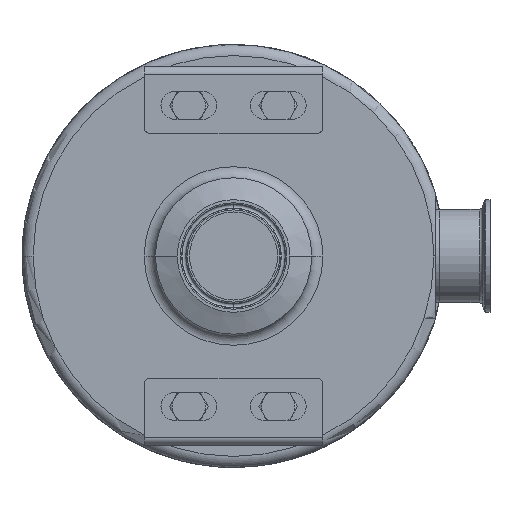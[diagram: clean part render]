
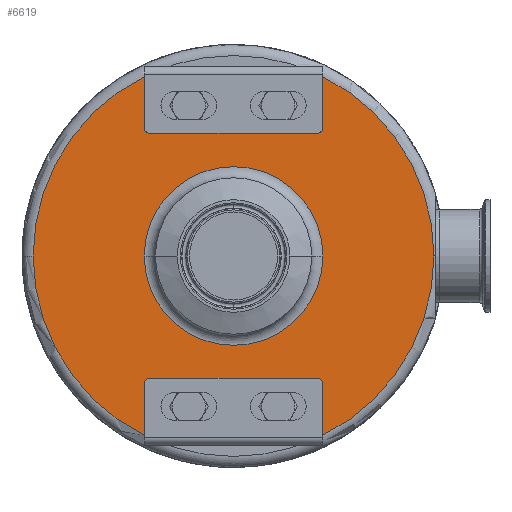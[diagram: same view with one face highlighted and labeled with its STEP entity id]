
A CAD part, front view. The second image highlights one B-rep face of the part: STEP entity #6619.
In plain terms, the highlighted planar face has unit normal (0, -1, 0).
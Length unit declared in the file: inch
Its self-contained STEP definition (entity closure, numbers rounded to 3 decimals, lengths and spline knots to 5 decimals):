
#95 = EDGE_CURVE ( 'NONE', #1451, #12157, #4391, .T. ) ;
#99 = VERTEX_POINT ( 'NONE', #10999 ) ;
#122 = CARTESIAN_POINT ( 'NONE',  ( -2., -1.53, -4.01438 ) ) ;
#188 = CARTESIAN_POINT ( 'NONE',  ( -2., -1.53, 0. ) ) ;
#268 = ORIENTED_EDGE ( 'NONE', *, *, #1201, .T. ) ;
#373 = DIRECTION ( 'NONE',  ( 0., 1., 0. ) ) ;
#382 = EDGE_CURVE ( 'NONE', #13447, #5105, #3016, .T. ) ;
#387 = CIRCLE ( 'NONE', #5948, 0.125 ) ;
#472 = AXIS2_PLACEMENT_3D ( 'NONE', #10582, #4107, #11704 ) ;
#568 = DIRECTION ( 'NONE',  ( 0., 1., 0. ) ) ;
#654 = CARTESIAN_POINT ( 'NONE',  ( 2., -1.53, 0. ) ) ;
#668 = CARTESIAN_POINT ( 'NONE',  ( 1.875, -1.53, 2.7489 ) ) ;
#708 = AXIS2_PLACEMENT_3D ( 'NONE', #2015, #3126, #4133 ) ;
#742 = ORIENTED_EDGE ( 'NONE', *, *, #1967, .F. ) ;
#1201 = EDGE_CURVE ( 'NONE', #12157, #3514, #10116, .T. ) ;
#1269 = AXIS2_PLACEMENT_3D ( 'NONE', #2523, #11219, #11122 ) ;
#1302 = VERTEX_POINT ( 'NONE', #668 ) ;
#1451 = VERTEX_POINT ( 'NONE', #122 ) ;
#1469 = VECTOR ( 'NONE', #6596, 39.37008 ) ;
#1699 = ORIENTED_EDGE ( 'NONE', *, *, #4074, .T. ) ;
#1967 = EDGE_CURVE ( 'NONE', #9281, #3435, #4010, .T. ) ;
#2015 = CARTESIAN_POINT ( 'NONE',  ( 2., -1.53, 0. ) ) ;
#2018 = CARTESIAN_POINT ( 'NONE',  ( 4.485, -1.53, 0. ) ) ;
#2072 = LINE ( 'NONE', #12412, #5342 ) ;
#2108 = CARTESIAN_POINT ( 'NONE',  ( -1.875, -1.53, -2.7413 ) ) ;
#2232 = CARTESIAN_POINT ( 'NONE',  ( -2., -1.53, 2.7489 ) ) ;
#2244 = ORIENTED_EDGE ( 'NONE', *, *, #12592, .F. ) ;
#2328 = CARTESIAN_POINT ( 'NONE',  ( 1.875, -1.53, -2.7413 ) ) ;
#2366 = CARTESIAN_POINT ( 'NONE',  ( 0., -1.53, 0. ) ) ;
#2523 = CARTESIAN_POINT ( 'NONE',  ( 0., -1.53, 0. ) ) ;
#2547 = DIRECTION ( 'NONE',  ( 0., 0., 1. ) ) ;
#2789 = VECTOR ( 'NONE', #12348, 39.37008 ) ;
#2854 = EDGE_LOOP ( 'NONE', ( #742, #12796, #9949, #8278, #12812, #7495, #11269, #9454, #5742, #268, #2244, #9082, #13040, #12874 ) ) ;
#2927 = DIRECTION ( 'NONE',  ( -1., 0., 0. ) ) ;
#2950 = VECTOR ( 'NONE', #11727, 39.37008 ) ;
#2979 = CARTESIAN_POINT ( 'NONE',  ( 2., -1.53, -2.7413 ) ) ;
#3004 = VECTOR ( 'NONE', #3351, 39.37008 ) ;
#3012 = EDGE_CURVE ( 'NONE', #9520, #9064, #12852, .T. ) ;
#3016 = CIRCLE ( 'NONE', #8055, 2. ) ;
#3028 = CARTESIAN_POINT ( 'NONE',  ( 2., -1.53, 4.01438 ) ) ;
#3126 = DIRECTION ( 'NONE',  ( 0., 1., 0. ) ) ;
#3292 = EDGE_CURVE ( 'NONE', #9281, #6686, #2072, .T. ) ;
#3335 = CARTESIAN_POINT ( 'NONE',  ( 0., -1.53, 0. ) ) ;
#3351 = DIRECTION ( 'NONE',  ( 1., 0., 0. ) ) ;
#3375 = DIRECTION ( 'NONE',  ( 0., 1., 0. ) ) ;
#3386 = AXIS2_PLACEMENT_3D ( 'NONE', #2366, #9971, #3489 ) ;
#3435 = VERTEX_POINT ( 'NONE', #2018 ) ;
#3478 = CARTESIAN_POINT ( 'NONE',  ( -4.485, -1.53, 0. ) ) ;
#3489 = DIRECTION ( 'NONE',  ( -1., 0., 0. ) ) ;
#3514 = VERTEX_POINT ( 'NONE', #2108 ) ;
#3840 = EDGE_CURVE ( 'NONE', #1451, #8632, #11792, .T. ) ;
#3868 = EDGE_CURVE ( 'NONE', #8632, #6654, #10914, .T. ) ;
#3972 = LINE ( 'NONE', #2979, #2950 ) ;
#4010 = CIRCLE ( 'NONE', #13390, 4.485 ) ;
#4074 = EDGE_CURVE ( 'NONE', #5105, #13447, #13000, .T. ) ;
#4107 = DIRECTION ( 'NONE',  ( 0., 1., 0. ) ) ;
#4133 = DIRECTION ( 'NONE',  ( -1., 0., 0. ) ) ;
#4271 = VERTEX_POINT ( 'NONE', #11101 ) ;
#4276 = CARTESIAN_POINT ( 'NONE',  ( 2., -1.53, 2.8739 ) ) ;
#4391 = LINE ( 'NONE', #13119, #1469 ) ;
#4420 = DIRECTION ( 'NONE',  ( 0., 0., 1. ) ) ;
#4749 = CARTESIAN_POINT ( 'NONE',  ( 2., -1.53, 0. ) ) ;
#5105 = VERTEX_POINT ( 'NONE', #654 ) ;
#5342 = VECTOR ( 'NONE', #12314, 39.37008 ) ;
#5742 = ORIENTED_EDGE ( 'NONE', *, *, #95, .T. ) ;
#5901 = DIRECTION ( 'NONE',  ( 0., 1., 0. ) ) ;
#5948 = AXIS2_PLACEMENT_3D ( 'NONE', #6638, #7591, #4420 ) ;
#5987 = CARTESIAN_POINT ( 'NONE',  ( -1.875, -1.53, -2.8663 ) ) ;
#6503 = EDGE_CURVE ( 'NONE', #3435, #9520, #13273, .T. ) ;
#6596 = DIRECTION ( 'NONE',  ( 0., 0., 1. ) ) ;
#6619 = ADVANCED_FACE ( 'NONE', ( #8986, #7488 ), #12894, .F. ) ;
#6638 = CARTESIAN_POINT ( 'NONE',  ( 1.875, -1.53, 2.8739 ) ) ;
#6654 = VERTEX_POINT ( 'NONE', #10659 ) ;
#6673 = CARTESIAN_POINT ( 'NONE',  ( 2., -1.53, -4.01438 ) ) ;
#6686 = VERTEX_POINT ( 'NONE', #4276 ) ;
#6880 = CARTESIAN_POINT ( 'NONE',  ( -1.875, -1.53, 2.8739 ) ) ;
#6911 = LINE ( 'NONE', #2232, #3004 ) ;
#6946 = EDGE_LOOP ( 'NONE', ( #11099, #1699 ) ) ;
#7013 = LINE ( 'NONE', #8489, #12830 ) ;
#7162 = CARTESIAN_POINT ( 'NONE',  ( 0., -1.53, 0. ) ) ;
#7212 = DIRECTION ( 'NONE',  ( 0., 1., 0. ) ) ;
#7488 = FACE_BOUND ( 'NONE', #6946, .T. ) ;
#7495 = ORIENTED_EDGE ( 'NONE', *, *, #13780, .F. ) ;
#7591 = DIRECTION ( 'NONE',  ( 0., 1., 0. ) ) ;
#8055 = AXIS2_PLACEMENT_3D ( 'NONE', #13768, #9413, #2927 ) ;
#8230 = EDGE_CURVE ( 'NONE', #99, #4271, #12064, .T. ) ;
#8278 = ORIENTED_EDGE ( 'NONE', *, *, #10141, .F. ) ;
#8489 = CARTESIAN_POINT ( 'NONE',  ( -2., -1.53, 4.0614 ) ) ;
#8632 = VERTEX_POINT ( 'NONE', #3478 ) ;
#8986 = FACE_OUTER_BOUND ( 'NONE', #2854, .T. ) ;
#9044 = CARTESIAN_POINT ( 'NONE',  ( 2., -1.53, -2.8663 ) ) ;
#9064 = VERTEX_POINT ( 'NONE', #9044 ) ;
#9082 = ORIENTED_EDGE ( 'NONE', *, *, #10874, .T. ) ;
#9281 = VERTEX_POINT ( 'NONE', #3028 ) ;
#9413 = DIRECTION ( 'NONE',  ( 0., 1., 0. ) ) ;
#9454 = ORIENTED_EDGE ( 'NONE', *, *, #3840, .F. ) ;
#9520 = VERTEX_POINT ( 'NONE', #6673 ) ;
#9949 = ORIENTED_EDGE ( 'NONE', *, *, #13946, .T. ) ;
#9956 = AXIS2_PLACEMENT_3D ( 'NONE', #7162, #7212, #10468 ) ;
#9971 = DIRECTION ( 'NONE',  ( 0., 1., 0. ) ) ;
#10116 = CIRCLE ( 'NONE', #13821, 0.125 ) ;
#10141 = EDGE_CURVE ( 'NONE', #99, #1302, #6911, .T. ) ;
#10191 = DIRECTION ( 'NONE',  ( 0., 0., -1. ) ) ;
#10468 = DIRECTION ( 'NONE',  ( -1., 0., 0. ) ) ;
#10522 = DIRECTION ( 'NONE',  ( 0., 0., -1. ) ) ;
#10582 = CARTESIAN_POINT ( 'NONE',  ( 0., -1.53, 0. ) ) ;
#10659 = CARTESIAN_POINT ( 'NONE',  ( -2., -1.53, 4.01438 ) ) ;
#10874 = EDGE_CURVE ( 'NONE', #12939, #9064, #12354, .T. ) ;
#10914 = CIRCLE ( 'NONE', #3386, 4.485 ) ;
#10999 = CARTESIAN_POINT ( 'NONE',  ( -1.875, -1.53, 2.7489 ) ) ;
#11099 = ORIENTED_EDGE ( 'NONE', *, *, #382, .T. ) ;
#11101 = CARTESIAN_POINT ( 'NONE',  ( -2., -1.53, 2.8739 ) ) ;
#11122 = DIRECTION ( 'NONE',  ( -1., 0., 0. ) ) ;
#11219 = DIRECTION ( 'NONE',  ( 0., 1., 0. ) ) ;
#11269 = ORIENTED_EDGE ( 'NONE', *, *, #3868, .F. ) ;
#11551 = CARTESIAN_POINT ( 'NONE',  ( 1.875, -1.53, -2.8663 ) ) ;
#11704 = DIRECTION ( 'NONE',  ( -1., 0., 0. ) ) ;
#11727 = DIRECTION ( 'NONE',  ( -1., 0., 0. ) ) ;
#11792 = CIRCLE ( 'NONE', #1269, 4.485 ) ;
#12064 = CIRCLE ( 'NONE', #13356, 0.125 ) ;
#12157 = VERTEX_POINT ( 'NONE', #13121 ) ;
#12314 = DIRECTION ( 'NONE',  ( 0., 0., -1. ) ) ;
#12348 = DIRECTION ( 'NONE',  ( 0., 0., 1. ) ) ;
#12354 = CIRCLE ( 'NONE', #13892, 0.125 ) ;
#12412 = CARTESIAN_POINT ( 'NONE',  ( 2., -1.53, 4.0614 ) ) ;
#12592 = EDGE_CURVE ( 'NONE', #12939, #3514, #3972, .T. ) ;
#12796 = ORIENTED_EDGE ( 'NONE', *, *, #3292, .T. ) ;
#12812 = ORIENTED_EDGE ( 'NONE', *, *, #8230, .T. ) ;
#12830 = VECTOR ( 'NONE', #10522, 39.37008 ) ;
#12852 = LINE ( 'NONE', #4749, #2789 ) ;
#12874 = ORIENTED_EDGE ( 'NONE', *, *, #6503, .F. ) ;
#12894 = PLANE ( 'NONE',  #708 ) ;
#12939 = VERTEX_POINT ( 'NONE', #2328 ) ;
#13000 = CIRCLE ( 'NONE', #472, 2. ) ;
#13040 = ORIENTED_EDGE ( 'NONE', *, *, #3012, .F. ) ;
#13119 = CARTESIAN_POINT ( 'NONE',  ( -2., -1.53, 0. ) ) ;
#13121 = CARTESIAN_POINT ( 'NONE',  ( -2., -1.53, -2.8663 ) ) ;
#13176 = DIRECTION ( 'NONE',  ( -1., 0., 0. ) ) ;
#13273 = CIRCLE ( 'NONE', #9956, 4.485 ) ;
#13356 = AXIS2_PLACEMENT_3D ( 'NONE', #6880, #373, #2547 ) ;
#13390 = AXIS2_PLACEMENT_3D ( 'NONE', #3335, #3375, #13176 ) ;
#13447 = VERTEX_POINT ( 'NONE', #188 ) ;
#13594 = DIRECTION ( 'NONE',  ( 0., 0., -1. ) ) ;
#13768 = CARTESIAN_POINT ( 'NONE',  ( 0., -1.53, 0. ) ) ;
#13780 = EDGE_CURVE ( 'NONE', #6654, #4271, #7013, .T. ) ;
#13821 = AXIS2_PLACEMENT_3D ( 'NONE', #5987, #568, #10191 ) ;
#13892 = AXIS2_PLACEMENT_3D ( 'NONE', #11551, #5901, #13594 ) ;
#13946 = EDGE_CURVE ( 'NONE', #6686, #1302, #387, .T. ) ;
